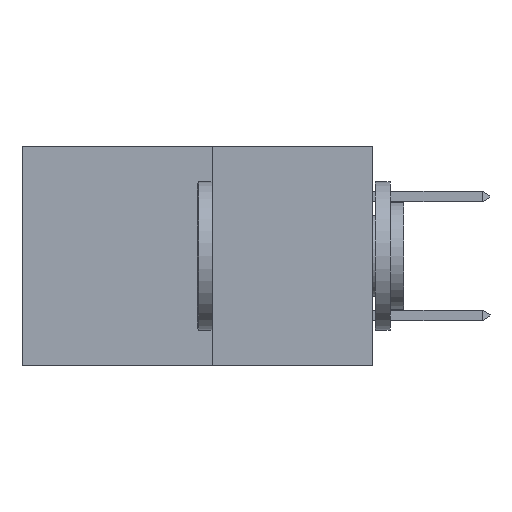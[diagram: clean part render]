
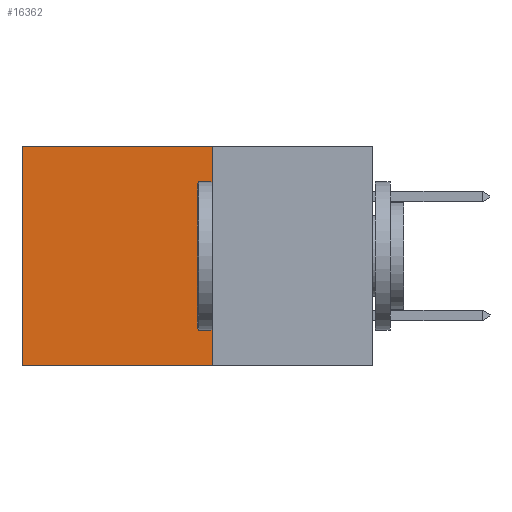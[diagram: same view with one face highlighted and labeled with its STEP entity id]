
A CAD part, left-side view. The second image highlights one B-rep face of the part: STEP entity #16362.
In plain terms, the highlighted planar face has unit normal (-1, 0, 0).
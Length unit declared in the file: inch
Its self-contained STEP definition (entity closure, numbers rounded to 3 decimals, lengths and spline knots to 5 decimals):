
#166 = ORIENTED_EDGE ( 'NONE', *, *, #16989, .T. ) ;
#1091 = ORIENTED_EDGE ( 'NONE', *, *, #14584, .F. ) ;
#1102 = EDGE_CURVE ( 'NONE', #16650, #18266, #3113, .T. ) ;
#2343 = EDGE_LOOP ( 'NONE', ( #166, #1091, #20282, #5454 ) ) ;
#2514 = LINE ( 'NONE', #14644, #6471 ) ;
#3113 = LINE ( 'NONE', #12207, #12368 ) ;
#5300 = VECTOR ( 'NONE', #6080, 39.37008 ) ;
#5454 = ORIENTED_EDGE ( 'NONE', *, *, #1102, .T. ) ;
#5813 = LINE ( 'NONE', #18878, #5300 ) ;
#5845 = PLANE ( 'NONE',  #20681 ) ;
#6080 = DIRECTION ( 'NONE',  ( 0., 0., -1. ) ) ;
#6272 = DIRECTION ( 'NONE',  ( 0., 1., 0. ) ) ;
#6471 = VECTOR ( 'NONE', #6553, 39.37008 ) ;
#6553 = DIRECTION ( 'NONE',  ( 0., 0., -1. ) ) ;
#7512 = DIRECTION ( 'NONE',  ( 0., 0., -1. ) ) ;
#8651 = VERTEX_POINT ( 'NONE', #14385 ) ;
#9485 = CARTESIAN_POINT ( 'NONE',  ( 0.277, 0.59, -0.37 ) ) ;
#11118 = EDGE_CURVE ( 'NONE', #16650, #8651, #5813, .T. ) ;
#11826 = VECTOR ( 'NONE', #6272, 39.37008 ) ;
#12004 = CARTESIAN_POINT ( 'NONE',  ( 0.277, 0.59, 0. ) ) ;
#12150 = DIRECTION ( 'NONE',  ( 0., 1., 0. ) ) ;
#12207 = CARTESIAN_POINT ( 'NONE',  ( 0.277, 0.27, 0. ) ) ;
#12368 = VECTOR ( 'NONE', #12150, 39.37008 ) ;
#13939 = CARTESIAN_POINT ( 'NONE',  ( 0.277, 0.27, -0.37 ) ) ;
#14362 = CARTESIAN_POINT ( 'NONE',  ( 0.277, 0.27, -0.37 ) ) ;
#14385 = CARTESIAN_POINT ( 'NONE',  ( 0.277, 0.27, -0.37 ) ) ;
#14552 = VERTEX_POINT ( 'NONE', #9485 ) ;
#14584 = EDGE_CURVE ( 'NONE', #8651, #14552, #16565, .T. ) ;
#14644 = CARTESIAN_POINT ( 'NONE',  ( 0.277, 0.59, -0.37 ) ) ;
#15018 = FACE_OUTER_BOUND ( 'NONE', #2343, .T. ) ;
#16055 = CARTESIAN_POINT ( 'NONE',  ( 0.277, 0.27, 0. ) ) ;
#16362 = ADVANCED_FACE ( 'NONE', ( #15018 ), #5845, .F. ) ;
#16565 = LINE ( 'NONE', #14362, #11826 ) ;
#16650 = VERTEX_POINT ( 'NONE', #16055 ) ;
#16989 = EDGE_CURVE ( 'NONE', #18266, #14552, #2514, .T. ) ;
#17118 = DIRECTION ( 'NONE',  ( 1., 0., 0. ) ) ;
#18266 = VERTEX_POINT ( 'NONE', #12004 ) ;
#18878 = CARTESIAN_POINT ( 'NONE',  ( 0.277, 0.27, -0.37 ) ) ;
#20282 = ORIENTED_EDGE ( 'NONE', *, *, #11118, .F. ) ;
#20681 = AXIS2_PLACEMENT_3D ( 'NONE', #13939, #17118, #7512 ) ;
